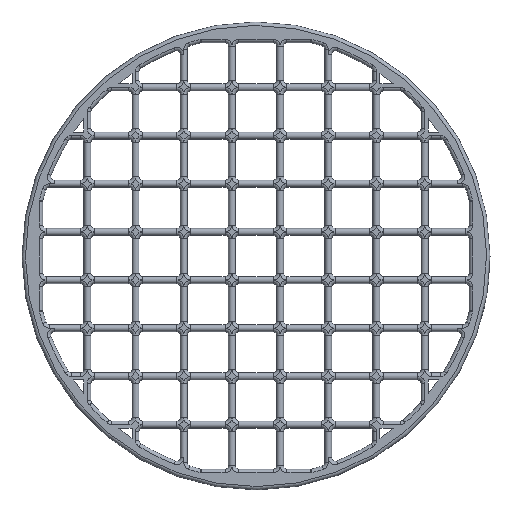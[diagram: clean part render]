
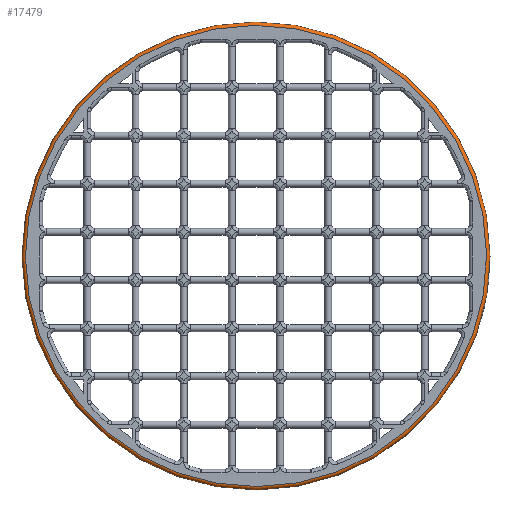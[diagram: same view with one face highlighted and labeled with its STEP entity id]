
A CAD part, top view. The second image highlights one B-rep face of the part: STEP entity #17479.
In plain terms, the highlighted toroidal (fillet/blend) face has major radius 33.5 mm and minor radius 0.5 mm.
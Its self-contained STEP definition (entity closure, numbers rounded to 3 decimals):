
#3305=FACE_BOUND('',#4807,.T.);
#3614=FACE_OUTER_BOUND('',#4806,.T.);
#4806=EDGE_LOOP('',(#13211));
#4807=EDGE_LOOP('',(#13212));
#5948=CIRCLE('',#18616,34.);
#6104=CIRCLE('',#19069,33.5);
#7752=VERTEX_POINT('',#28608);
#8126=VERTEX_POINT('',#29949);
#9300=EDGE_CURVE('',#7752,#7752,#5948,.T.);
#9970=EDGE_CURVE('',#8126,#8126,#6104,.T.);
#13211=ORIENTED_EDGE('',*,*,#9300,.T.);
#13212=ORIENTED_EDGE('',*,*,#9970,.T.);
#16871=TOROIDAL_SURFACE('',#19068,33.5,0.5);
#17479=ADVANCED_FACE('',(#3614,#3305),#16871,.T.);
#18616=AXIS2_PLACEMENT_3D('',#28609,#21856,#21857);
#19068=AXIS2_PLACEMENT_3D('',#29948,#23274,#23275);
#19069=AXIS2_PLACEMENT_3D('',#29950,#23276,#23277);
#21856=DIRECTION('center_axis',(0.,0.,1.));
#21857=DIRECTION('ref_axis',(-0.941,0.338,0.));
#23274=DIRECTION('center_axis',(0.,0.,1.));
#23275=DIRECTION('ref_axis',(1.,0.,0.));
#23276=DIRECTION('center_axis',(0.,0.,-1.));
#23277=DIRECTION('ref_axis',(-0.941,0.338,0.));
#28608=CARTESIAN_POINT('',(32.,-11.489,1.5));
#28609=CARTESIAN_POINT('Origin',(0.,0.,1.5));
#29948=CARTESIAN_POINT('Origin',(0.,0.,1.5));
#29949=CARTESIAN_POINT('',(31.529,-11.32,2.));
#29950=CARTESIAN_POINT('Origin',(0.,0.,2.));
